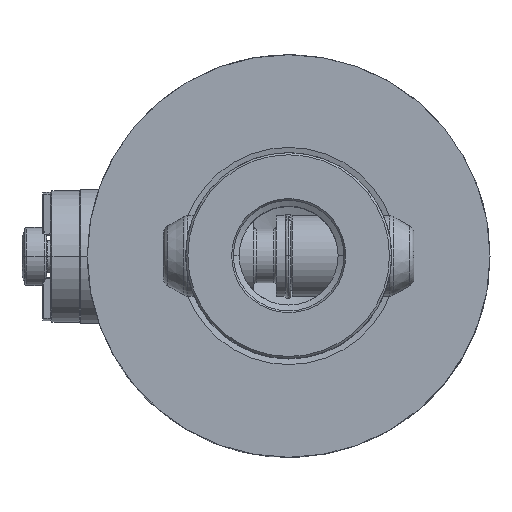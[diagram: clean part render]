
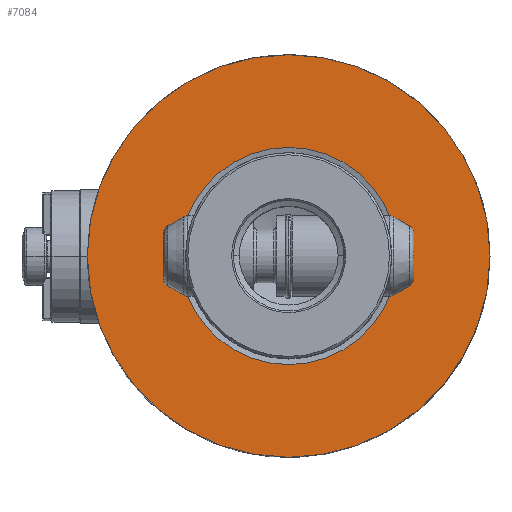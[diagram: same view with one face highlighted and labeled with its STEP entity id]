
A CAD part, top view. The second image highlights one B-rep face of the part: STEP entity #7084.
In plain terms, the highlighted planar face has unit normal (0, 0, 1).
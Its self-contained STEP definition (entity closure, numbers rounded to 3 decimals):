
#5850=VERTEX_POINT('NONE',#11981);
#5894=EDGE_CURVE('NONE',#8688,#5850,#12032,.T.);
#6580=EDGE_CURVE('NONE',#5850,#8688,#12792,.T.);
#7084=ADVANCED_FACE('Fl�che2',(#13352,#13353),#13354,.F.);
#7274=VERTEX_POINT('NONE',#13566);
#7278=EDGE_CURVE('NONE',#7698,#7274,#13570,.T.);
#7698=VERTEX_POINT('NONE',#14032);
#7766=EDGE_CURVE('NONE',#7274,#7698,#14107,.T.);
#8688=VERTEX_POINT('NONE',#15136);
#11981=CARTESIAN_POINT('',(45.0,0.0,0.1));
#12032=CIRCLE('',#20276,45.0);
#12792=CIRCLE('',#21360,45.0);
#13352=FACE_OUTER_BOUND('',#22165,.T.);
#13353=FACE_BOUND('',#22166,.T.);
#13354=PLANE('',#22167);
#13566=CARTESIAN_POINT('',(24.272,0.,0.1));
#13570=CIRCLE('',#22520,24.272);
#14032=CARTESIAN_POINT('',(-24.272,0.,0.1));
#14107=CIRCLE('',#23270,24.272);
#15136=CARTESIAN_POINT('',(-45.0,0.,0.1));
#20276=AXIS2_PLACEMENT_3D('',#28865,#28866,#28867);
#21360=AXIS2_PLACEMENT_3D('',#29812,#29813,#29814);
#22165=EDGE_LOOP('',(#30506,#30507));
#22166=EDGE_LOOP('',(#30508,#30509));
#22167=AXIS2_PLACEMENT_3D('',#30510,#30511,#30512);
#22520=AXIS2_PLACEMENT_3D('',#30755,#30756,#30757);
#23270=AXIS2_PLACEMENT_3D('',#31409,#31410,#31411);
#28865=CARTESIAN_POINT('',(0.0,0.0,0.1));
#28866=DIRECTION('',(0.0,0.0,1.0));
#28867=DIRECTION('',(1.0,0.0,0.0));
#29812=CARTESIAN_POINT('',(0.0,0.0,0.1));
#29813=DIRECTION('',(0.0,0.0,1.0));
#29814=DIRECTION('',(1.0,0.0,0.0));
#30506=ORIENTED_EDGE('',*,*,#6580,.T.);
#30507=ORIENTED_EDGE('',*,*,#5894,.T.);
#30508=ORIENTED_EDGE('',*,*,#7766,.F.);
#30509=ORIENTED_EDGE('',*,*,#7278,.F.);
#30510=CARTESIAN_POINT('',(0.,23.143,0.1));
#30511=DIRECTION('',(0.0,0.0,-1.0));
#30512=DIRECTION('',(0.0,1.0,0.0));
#30755=CARTESIAN_POINT('',(0.0,0.0,0.1));
#30756=DIRECTION('',(0.0,-0.0,1.0));
#30757=DIRECTION('',(-1.0,0.,-0.0));
#31409=CARTESIAN_POINT('',(0.0,0.0,0.1));
#31410=DIRECTION('',(0.0,-0.0,1.0));
#31411=DIRECTION('',(-1.0,0.,-0.0));
